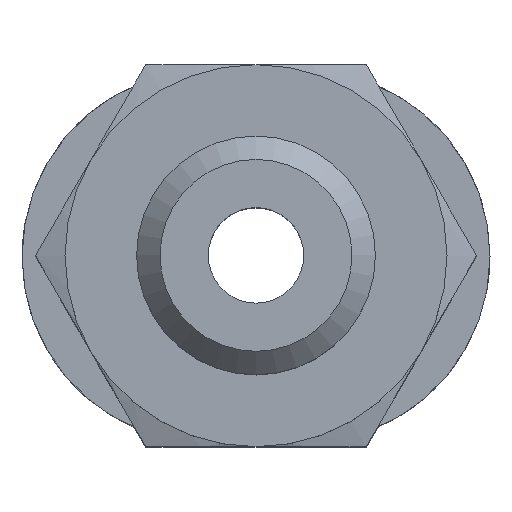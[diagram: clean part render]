
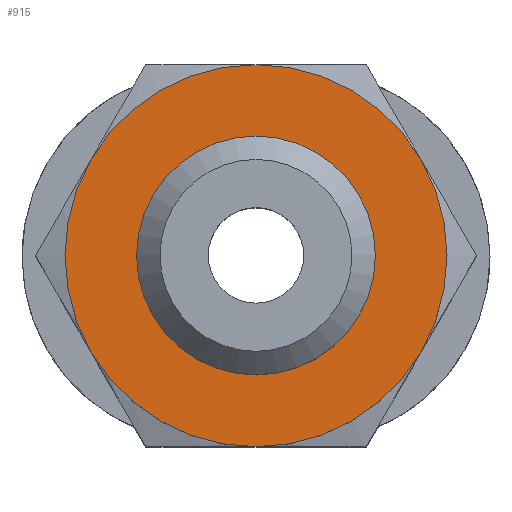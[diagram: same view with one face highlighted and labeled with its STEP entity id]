
A CAD part, top view. The second image highlights one B-rep face of the part: STEP entity #915.
In plain terms, the highlighted planar face has unit normal (0, 0, 1).
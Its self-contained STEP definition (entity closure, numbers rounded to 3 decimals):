
#193=ORIENTED_EDGE('',*,*,#320,.F.);
#194=ORIENTED_EDGE('',*,*,#319,.T.);
#319=EDGE_CURVE('',#387,#387,#423,.T.);
#320=EDGE_CURVE('',#388,#388,#424,.T.);
#387=VERTEX_POINT('',#1378);
#388=VERTEX_POINT('',#1381);
#423=CIRCLE('',#984,2.5);
#424=CIRCLE('',#986,4.);
#473=EDGE_LOOP('',(#193));
#474=EDGE_LOOP('',(#194));
#537=FACE_BOUND('',#473,.T.);
#538=FACE_BOUND('',#474,.T.);
#576=PLANE('',#985);
#915=ADVANCED_FACE('',(#537,#538),#576,.F.);
#984=AXIS2_PLACEMENT_3D('',#1377,#1116,#1117);
#985=AXIS2_PLACEMENT_3D('',#1379,#1118,#1119);
#986=AXIS2_PLACEMENT_3D('',#1380,#1120,#1121);
#1116=DIRECTION('',(0.,0.,-1.));
#1117=DIRECTION('',(-1.,0.,0.));
#1118=DIRECTION('',(0.,0.,-1.));
#1119=DIRECTION('',(-1.,0.,0.));
#1120=DIRECTION('',(0.,0.,-1.));
#1121=DIRECTION('',(-1.,0.,0.));
#1377=CARTESIAN_POINT('',(0.,0.,0.));
#1378=CARTESIAN_POINT('',(-2.5,0.,0.));
#1379=CARTESIAN_POINT('',(0.,0.,0.));
#1380=CARTESIAN_POINT('',(0.,0.,0.));
#1381=CARTESIAN_POINT('',(-4.,0.,0.));
